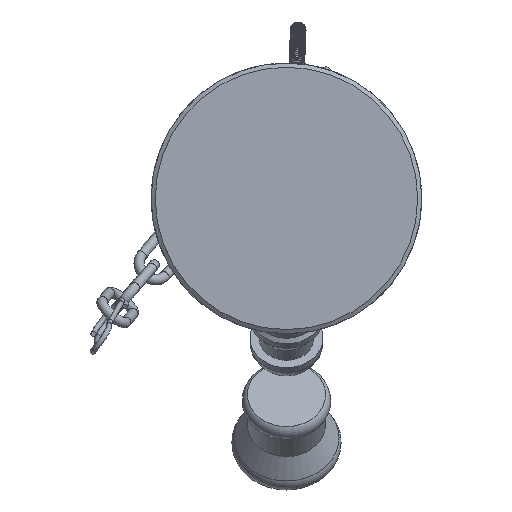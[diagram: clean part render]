
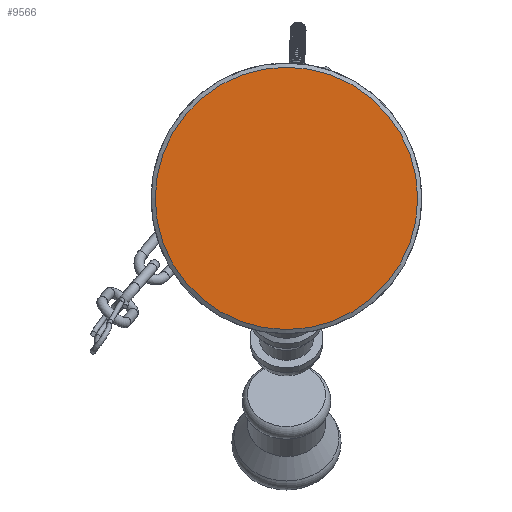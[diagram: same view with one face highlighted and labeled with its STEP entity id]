
A CAD part, front view. The second image highlights one B-rep face of the part: STEP entity #9566.
In plain terms, the highlighted planar face has unit normal (0, -1, 0).
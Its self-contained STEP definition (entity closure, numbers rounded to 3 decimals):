
#1945=FACE_OUTER_BOUND('',#2374,.T.);
#2374=EDGE_LOOP('',(#8564));
#2866=CIRCLE('',#10453,25.2);
#4002=VERTEX_POINT('',#31484);
#5529=EDGE_CURVE('',#4002,#4002,#2866,.T.);
#8564=ORIENTED_EDGE('',*,*,#5529,.T.);
#8739=PLANE('',#10454);
#9566=ADVANCED_FACE('',(#1945),#8739,.T.);
#10453=AXIS2_PLACEMENT_3D('',#31486,#12231,#12232);
#10454=AXIS2_PLACEMENT_3D('',#31487,#12233,#12234);
#12231=DIRECTION('center_axis',(0.,-1.,0.));
#12232=DIRECTION('ref_axis',(0.,0.,-1.));
#12233=DIRECTION('center_axis',(0.,-1.,0.));
#12234=DIRECTION('ref_axis',(0.,0.,-1.));
#31484=CARTESIAN_POINT('',(2.131,-3.043,99.934));
#31486=CARTESIAN_POINT('Origin',(2.131,-3.043,74.734));
#31487=CARTESIAN_POINT('Origin',(-12.869,-3.043,74.734));
